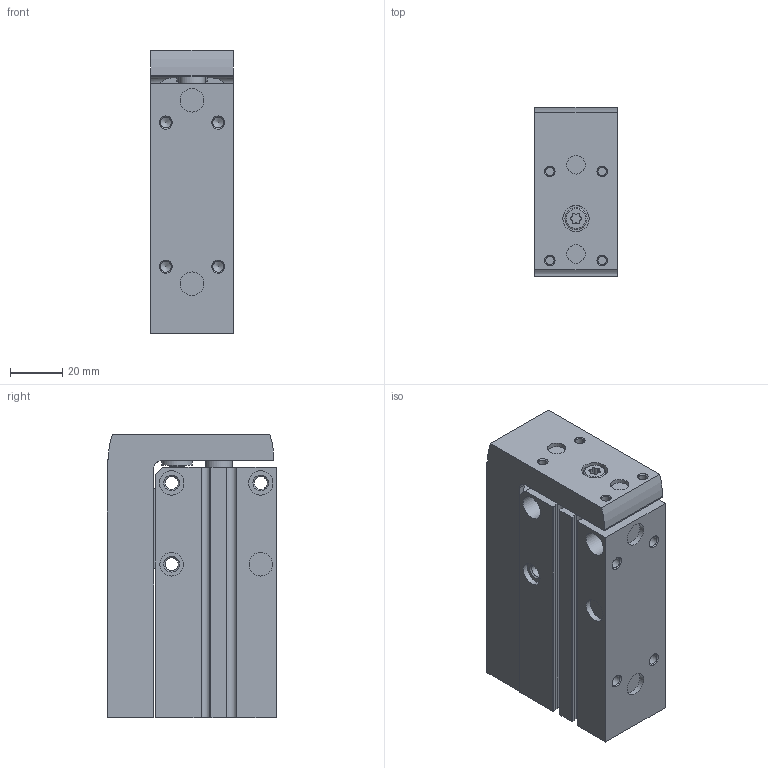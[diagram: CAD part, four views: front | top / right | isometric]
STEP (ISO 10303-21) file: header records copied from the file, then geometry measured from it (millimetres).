
FILE_DESCRIPTION(/* description */ ('STEP AP214'),/* implementation_level */ '2;1');
FILE_NAME(/* name */ '8164083_DGSS-20-40-E1A',/* time_stamp */ '2024-08-16T05:18:38+02:00',/* author */ ('License CC BY-ND 4.0'),/* organization */ ('CADENAS'),/* preprocessor_version */ 'ST-DEVELOPER v19.3',/* originating_system */ 'PARTsolutions',/* authorisation */ ' ');
FILE_SCHEMA (('AP242_MANAGED_MODEL_BASED_3D_ENGINEERING_MIM_LF { 1 0 10303 442 3 1 4 }','AUTOMOTIVE_DESIGN {1 0 10303 214 3 1 1}'));
Length unit declared in the file: millimetre
Products named in the file (3): 8164083 DGSS-20-40-E1A---(0_high); 8147516 DGSS-20-40---(high_h); 8147516 DGSS-20-40---(high_s)
Assembly tree (2 placements, depth 2):
  8164083 DGSS-20-40-E1A---(0_high)
    8147516 DGSS-20-40---(high_h)
    8147516 DGSS-20-40---(high_s)
Bounding box: 32 x 64.5 x 108 mm (x, y, z)
Volume: 167029.5 mm3; surface area: 58819.6 mm2
Topology: 2 solids, 2 shells, 380 faces, 925 edges, 601 vertices
Faces by surface type: cylinder 163, plane 162, cone 49, torus 6
Full cylindrical faces by diameter (mm): 2 x2, 2.459 x2, 3.242 x10, 4.134 x12, 4.917 x4, 5.8 x1, 7 x8, 8 x6, 8.5 x1, 9 x6, 9.3 x4, 10 x1, 10.1 x2, 11.5 x1, 20 x2, 22 x1
Entity records: 11861 total; most frequent: DIRECTION 1923, CARTESIAN_POINT 1767, ORIENTED_EDGE 1570, EDGE_CURVE 785, AXIS2_PLACEMENT_3D 757, VERTEX_POINT 589, FACE_BOUND 576, EDGE_LOOP 566
